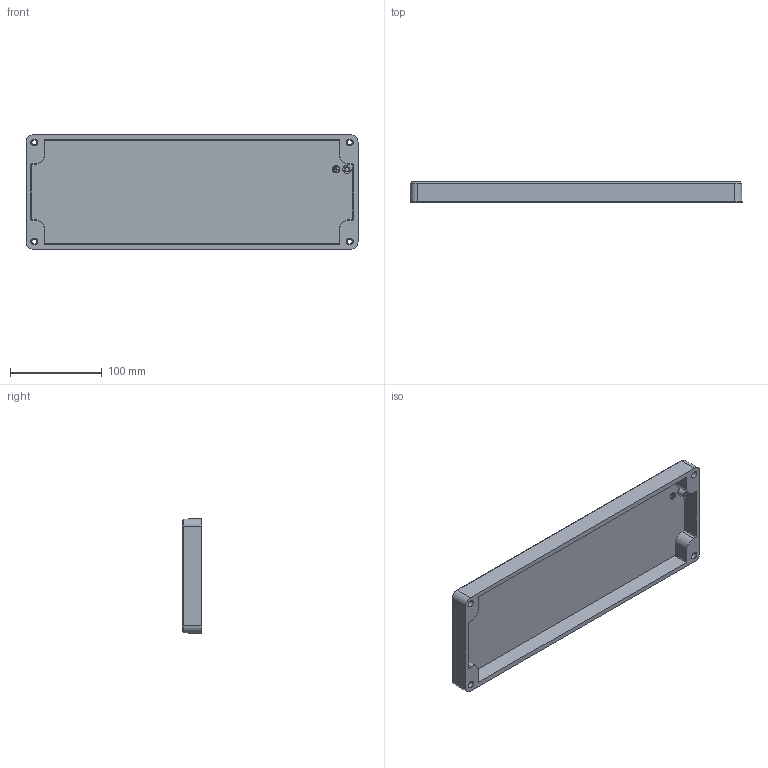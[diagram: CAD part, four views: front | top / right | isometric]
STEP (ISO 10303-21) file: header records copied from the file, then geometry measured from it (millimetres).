
FILE_DESCRIPTION((''),'2;1');
FILE_NAME('ALN123602_28737_A3','2013-07-29T',('fxhongdongluo'),(''),'PRO/ENGINEER BY PARAMETRIC TECHNOLOGY CORPORATION, 2010040','PRO/ENGINEER BY PARAMETRIC TECHNOLOGY CORPORATION, 2010040','');
FILE_SCHEMA(('CONFIG_CONTROL_DESIGN'));
Length unit declared in the file: millimetre
Products named in the file (1): ALN123602_28737_A3
Bounding box: 362.04 x 21.8 x 124.84 mm (x, y, z)
Volume: 289100.4 mm3; surface area: 128674.9 mm2
Topology: 1 solids, 1 shells, 141 faces, 390 edges, 262 vertices
Faces by surface type: plane 49, cone 46, torus 24, cylinder 22
Entity records: 4693 total; most frequent: DIRECTION 898, CARTESIAN_POINT 795, ORIENTED_EDGE 780, EDGE_CURVE 390, AXIS2_PLACEMENT_3D 368, VERTEX_POINT 262, CIRCLE 227, VECTOR 162
